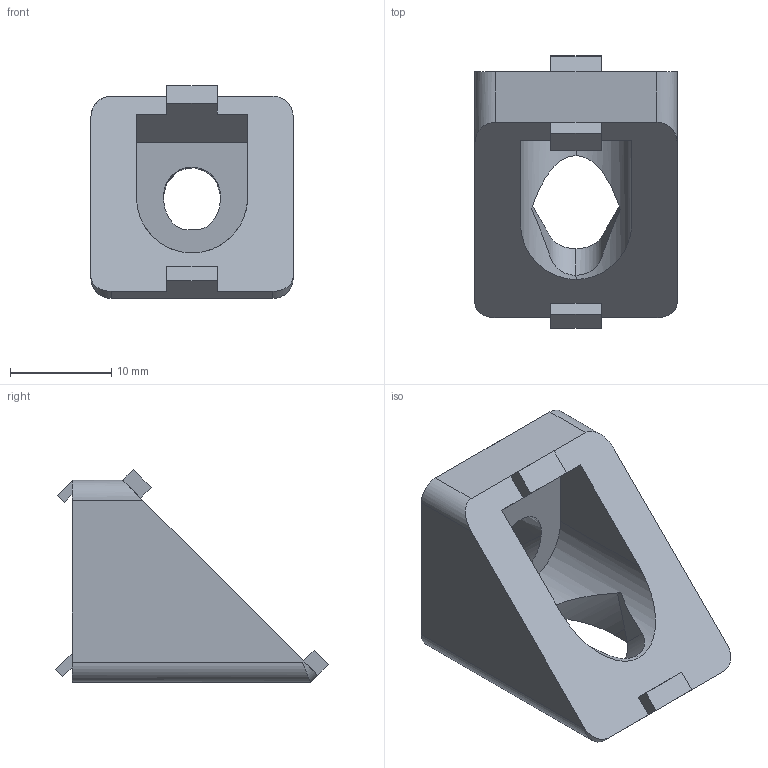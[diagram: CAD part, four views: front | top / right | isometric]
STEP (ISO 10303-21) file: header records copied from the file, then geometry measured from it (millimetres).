
FILE_DESCRIPTION (( 'STEP AP203' ), '1' );
FILE_NAME ('252655008_c_1.STEP', '2023-01-19T05:10:40', ( '' ), ( '' ), 'SwSTEP 2.0', 'SolidWorks 2014', '' );
FILE_SCHEMA (( 'CONFIG_CONTROL_DESIGN' ));
Length unit declared in the file: millimetre
Products named in the file (1): 252655008_c_1
Bounding box: 20 x 26.99 x 21.06 mm (x, y, z)
Volume: 3897.4 mm3; surface area: 2716.1 mm2
Topology: 1 solids, 1 shells, 70 faces, 183 edges, 117 vertices
Faces by surface type: plane 44, cylinder 24, bspline 2
Entity records: 2478 total; most frequent: CARTESIAN_POINT 771, ORIENTED_EDGE 366, DIRECTION 297, EDGE_CURVE 183, LINE 135, VECTOR 135, VERTEX_POINT 117, AXIS2_PLACEMENT_3D 81
